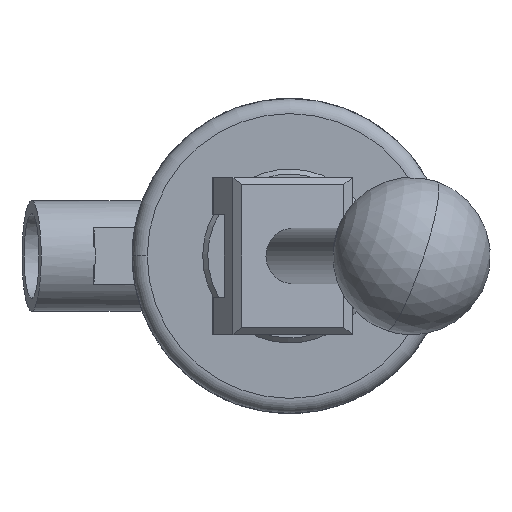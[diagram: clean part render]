
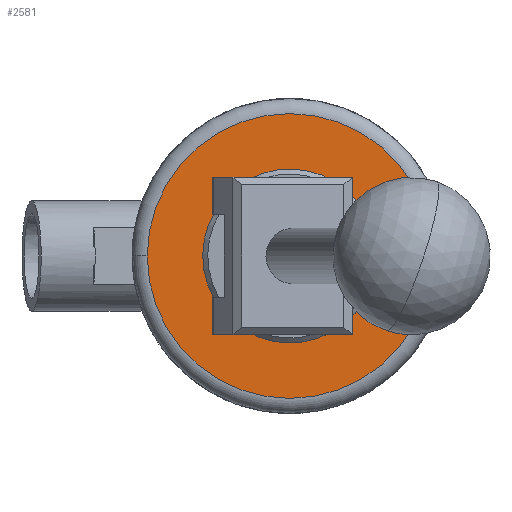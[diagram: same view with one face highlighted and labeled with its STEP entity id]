
A CAD part, front view. The second image highlights one B-rep face of the part: STEP entity #2581.
In plain terms, the highlighted planar face has unit normal (0, -1, 0).
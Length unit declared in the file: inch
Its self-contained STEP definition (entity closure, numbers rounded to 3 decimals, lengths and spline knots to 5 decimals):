
#490 = CARTESIAN_POINT ( 'NONE',  ( 0., 0., 0. ) ) ;
#873 = EDGE_CURVE ( 'NONE', #10185, #1265, #12576, .T. ) ;
#1265 = VERTEX_POINT ( 'NONE', #11040 ) ;
#1766 = AXIS2_PLACEMENT_3D ( 'NONE', #14154, #2550, #9178 ) ;
#2119 = DIRECTION ( 'NONE',  ( 1., 0., 0. ) ) ;
#2232 = AXIS2_PLACEMENT_3D ( 'NONE', #490, #5616, #4252 ) ;
#2550 = DIRECTION ( 'NONE',  ( 0., -1., 0. ) ) ;
#2581 = ADVANCED_FACE ( 'NONE', ( #16138, #6001 ), #13687, .T. ) ;
#2947 = CARTESIAN_POINT ( 'NONE',  ( 1.13, 0., 0. ) ) ;
#4252 = DIRECTION ( 'NONE',  ( 1., 0., 0. ) ) ;
#4392 = AXIS2_PLACEMENT_3D ( 'NONE', #13210, #15532, #14284 ) ;
#4445 = ORIENTED_EDGE ( 'NONE', *, *, #12763, .T. ) ;
#4479 = DIRECTION ( 'NONE',  ( 0., -1., 0. ) ) ;
#5616 = DIRECTION ( 'NONE',  ( 0., -1., 0. ) ) ;
#5647 = EDGE_LOOP ( 'NONE', ( #9636, #4445 ) ) ;
#6001 = FACE_BOUND ( 'NONE', #15231, .T. ) ;
#6267 = CIRCLE ( 'NONE', #2232, 0.348 ) ;
#7094 = EDGE_CURVE ( 'NONE', #13234, #16497, #6267, .T. ) ;
#7131 = AXIS2_PLACEMENT_3D ( 'NONE', #11088, #12361, #2119 ) ;
#7684 = CIRCLE ( 'NONE', #7131, 0.348 ) ;
#8364 = CARTESIAN_POINT ( 'NONE',  ( 0.348, 0., 0. ) ) ;
#8631 = EDGE_CURVE ( 'NONE', #16497, #13234, #7684, .T. ) ;
#9178 = DIRECTION ( 'NONE',  ( 1., 0., 0. ) ) ;
#9636 = ORIENTED_EDGE ( 'NONE', *, *, #873, .T. ) ;
#10185 = VERTEX_POINT ( 'NONE', #2947 ) ;
#10749 = ORIENTED_EDGE ( 'NONE', *, *, #8631, .F. ) ;
#10860 = CARTESIAN_POINT ( 'NONE',  ( 0., 0., 0. ) ) ;
#11040 = CARTESIAN_POINT ( 'NONE',  ( -1.13, 0., 0. ) ) ;
#11088 = CARTESIAN_POINT ( 'NONE',  ( 0., 0., 0. ) ) ;
#12199 = DIRECTION ( 'NONE',  ( 1., 0., 0. ) ) ;
#12361 = DIRECTION ( 'NONE',  ( 0., -1., 0. ) ) ;
#12576 = CIRCLE ( 'NONE', #15485, 1.13 ) ;
#12763 = EDGE_CURVE ( 'NONE', #1265, #10185, #14591, .T. ) ;
#13210 = CARTESIAN_POINT ( 'NONE',  ( 0., 0., 0. ) ) ;
#13234 = VERTEX_POINT ( 'NONE', #8364 ) ;
#13242 = CARTESIAN_POINT ( 'NONE',  ( -0.348, 0., 0. ) ) ;
#13687 = PLANE ( 'NONE',  #1766 ) ;
#14123 = ORIENTED_EDGE ( 'NONE', *, *, #7094, .F. ) ;
#14154 = CARTESIAN_POINT ( 'NONE',  ( 0., 0., -0.348 ) ) ;
#14284 = DIRECTION ( 'NONE',  ( 1., 0., 0. ) ) ;
#14591 = CIRCLE ( 'NONE', #4392, 1.13 ) ;
#15231 = EDGE_LOOP ( 'NONE', ( #14123, #10749 ) ) ;
#15485 = AXIS2_PLACEMENT_3D ( 'NONE', #10860, #4479, #12199 ) ;
#15532 = DIRECTION ( 'NONE',  ( 0., -1., 0. ) ) ;
#16138 = FACE_OUTER_BOUND ( 'NONE', #5647, .T. ) ;
#16497 = VERTEX_POINT ( 'NONE', #13242 ) ;
